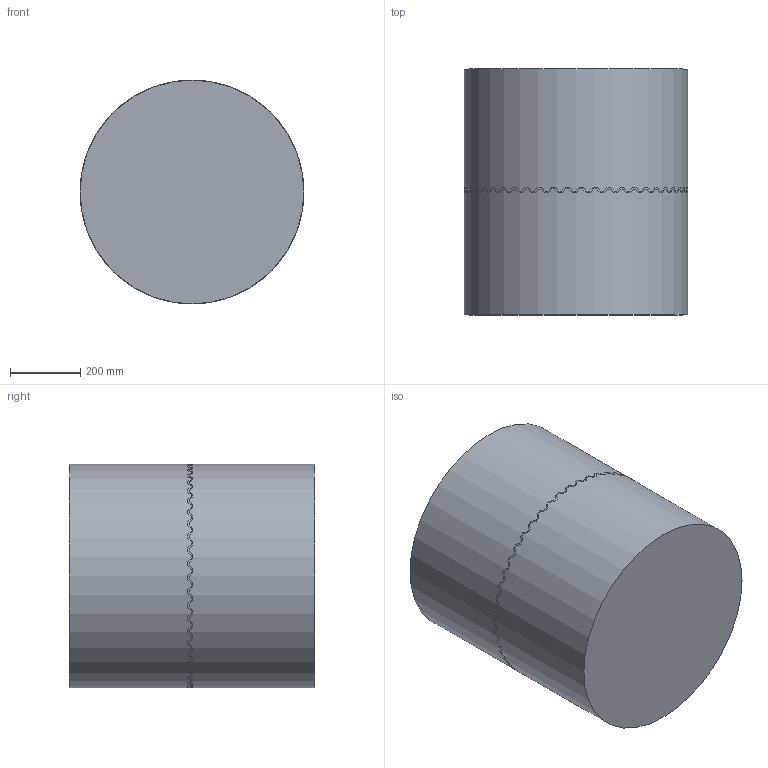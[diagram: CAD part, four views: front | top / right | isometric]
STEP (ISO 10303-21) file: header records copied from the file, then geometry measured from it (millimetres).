
FILE_DESCRIPTION(/* description */ (''),/* implementation_level */ '2;1');
FILE_NAME(/* name */ 'oil_ring_step.stp',/* time_stamp */ '2015-05-21T10:50:54+03:00',/* author */ (''),/* organization */ (''),/* preprocessor_version */ 'ST-DEVELOPER v16',/* originating_system */ 'SIEMENS PLM Software NX 10.0',/* authorisation */ '');
FILE_SCHEMA (('CONFIG_CONTROL_DESIGN'));
Length unit declared in the file: millimetre
Products named in the file (1): oil_ring
Bounding box: 636.62 x 700 x 636.62 mm (x, y, z)
Volume: 223005804.2 mm3; surface area: 2149938.1 mm2
Topology: 2 solids, 2 shells, 803 faces, 1603 edges, 802 vertices
Faces by surface type: bspline 800, plane 2, cylinder 1
Full cylindrical faces by diameter (mm): 636.62 x1
Entity records: 37540 total; most frequent: CARTESIAN_POINT 27008, ORIENTED_EDGE 3204, EDGE_CURVE 1602, B_SPLINE_CURVE_WITH_KNOTS 1600, EDGE_LOOP 804, ADVANCED_FACE 803, FACE_OUTER_BOUND 802, VERTEX_POINT 802
